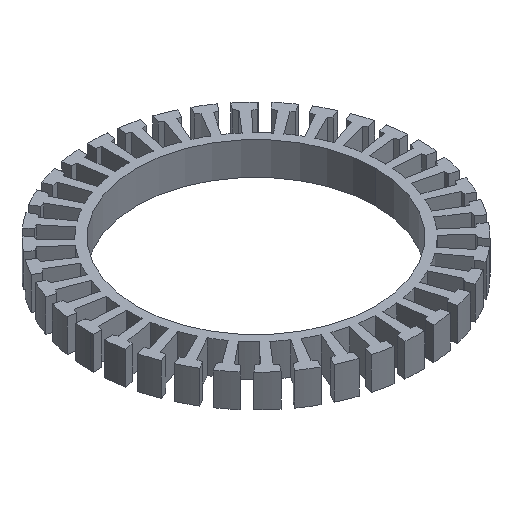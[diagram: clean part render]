
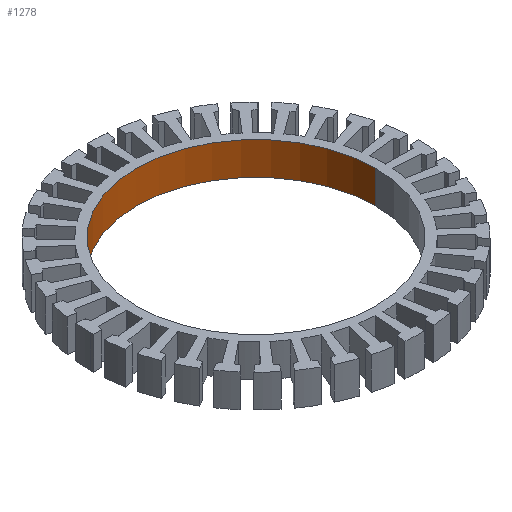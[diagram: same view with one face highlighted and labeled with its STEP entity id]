
A CAD part, isometric view. The second image highlights one B-rep face of the part: STEP entity #1278.
In plain terms, the highlighted cylindrical face has radius 29.25 mm (diameter 58.5 mm), a partial arc.
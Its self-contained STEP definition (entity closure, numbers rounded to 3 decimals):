
#202 = ORIENTED_EDGE ( 'NONE', *, *, #4032, .F. ) ;
#255 = DIRECTION ( 'NONE',  ( 0., 0., -1. ) ) ;
#494 = VERTEX_POINT ( 'NONE', #6551 ) ;
#1002 = LINE ( 'NONE', #4047, #3955 ) ;
#1021 = CARTESIAN_POINT ( 'NONE',  ( -29.25, 0., 0. ) ) ;
#1278 = ADVANCED_FACE ( 'NONE', ( #2334 ), #5229, .F. ) ;
#1318 = DIRECTION ( 'NONE',  ( 1., 0., 0. ) ) ;
#1349 = EDGE_CURVE ( 'NONE', #4224, #1804, #3936, .T. ) ;
#1777 = DIRECTION ( 'NONE',  ( 0., 0., 1. ) ) ;
#1804 = VERTEX_POINT ( 'NONE', #2101 ) ;
#2101 = CARTESIAN_POINT ( 'NONE',  ( -29.25, 0., 8. ) ) ;
#2334 = FACE_OUTER_BOUND ( 'NONE', #9833, .T. ) ;
#3617 = AXIS2_PLACEMENT_3D ( 'NONE', #9283, #1777, #8457 ) ;
#3936 = CIRCLE ( 'NONE', #3617, 29.25 ) ;
#3955 = VECTOR ( 'NONE', #255, 1000. ) ;
#4032 = EDGE_CURVE ( 'NONE', #494, #7511, #5760, .T. ) ;
#4047 = CARTESIAN_POINT ( 'NONE',  ( 29.25, 0., 8. ) ) ;
#4224 = VERTEX_POINT ( 'NONE', #7382 ) ;
#4481 = ORIENTED_EDGE ( 'NONE', *, *, #7856, .T. ) ;
#4913 = VECTOR ( 'NONE', #6243, 1000. ) ;
#5039 = AXIS2_PLACEMENT_3D ( 'NONE', #8415, #8957, #9752 ) ;
#5107 = DIRECTION ( 'NONE',  ( 0., 0., 1. ) ) ;
#5229 = CYLINDRICAL_SURFACE ( 'NONE', #5039, 29.25 ) ;
#5610 = AXIS2_PLACEMENT_3D ( 'NONE', #5901, #5107, #1318 ) ;
#5760 = CIRCLE ( 'NONE', #5610, 29.25 ) ;
#5901 = CARTESIAN_POINT ( 'NONE',  ( 0., 0., 0. ) ) ;
#6243 = DIRECTION ( 'NONE',  ( 0., 0., -1. ) ) ;
#6278 = ORIENTED_EDGE ( 'NONE', *, *, #9735, .F. ) ;
#6551 = CARTESIAN_POINT ( 'NONE',  ( 29.25, 0., 0. ) ) ;
#6948 = CARTESIAN_POINT ( 'NONE',  ( -29.25, 0., 8. ) ) ;
#7382 = CARTESIAN_POINT ( 'NONE',  ( 29.25, 0., 8. ) ) ;
#7511 = VERTEX_POINT ( 'NONE', #1021 ) ;
#7856 = EDGE_CURVE ( 'NONE', #1804, #7511, #8934, .T. ) ;
#7987 = ORIENTED_EDGE ( 'NONE', *, *, #1349, .T. ) ;
#8415 = CARTESIAN_POINT ( 'NONE',  ( 0., 0., 8. ) ) ;
#8457 = DIRECTION ( 'NONE',  ( 1., 0., 0. ) ) ;
#8934 = LINE ( 'NONE', #6948, #4913 ) ;
#8957 = DIRECTION ( 'NONE',  ( 0., 0., -1. ) ) ;
#9283 = CARTESIAN_POINT ( 'NONE',  ( 0., 0., 8. ) ) ;
#9735 = EDGE_CURVE ( 'NONE', #4224, #494, #1002, .T. ) ;
#9752 = DIRECTION ( 'NONE',  ( -1., 0., 0. ) ) ;
#9833 = EDGE_LOOP ( 'NONE', ( #6278, #7987, #4481, #202 ) ) ;
